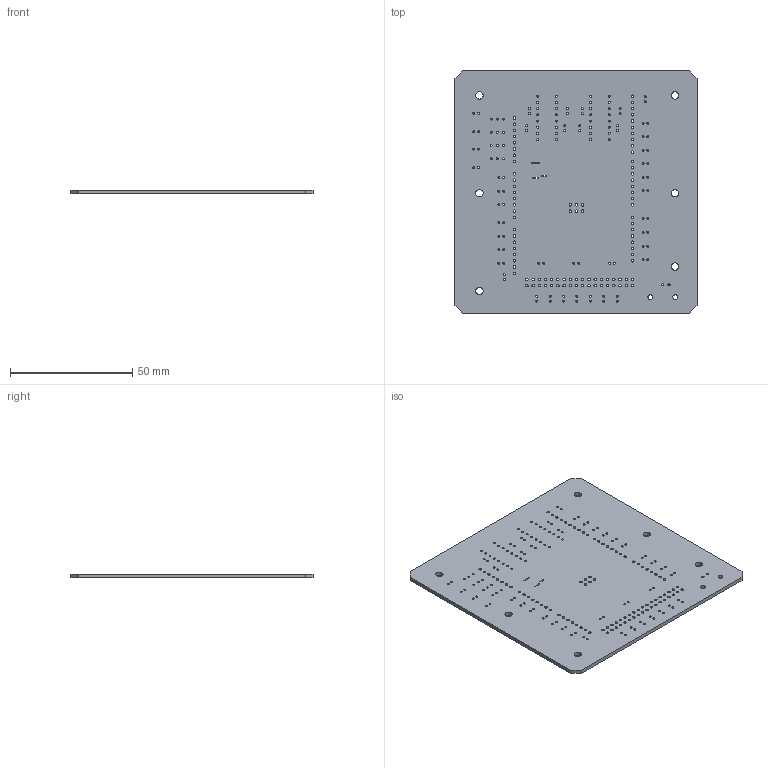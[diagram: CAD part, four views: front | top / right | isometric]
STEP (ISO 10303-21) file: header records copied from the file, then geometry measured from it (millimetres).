
FILE_DESCRIPTION(('KiCad electronic assembly'),'2;1');
FILE_NAME('due_behavior_breakout.step','2018-10-19T14:17:53',( 'An Author'),('A Company'),'Open CASCADE STEP processor 6.9', 'KiCad to STEP converter','Unknown');
FILE_SCHEMA(('AUTOMOTIVE_DESIGN { 1 0 10303 214 1 1 1 1 }'));
Length unit declared in the file: millimetre
Products named in the file (2): Open CASCADE STEP translator 6.9 1; COMPOUND
Assembly tree (1 placements, depth 2):
  Open CASCADE STEP translator 6.9 1
    COMPOUND
Bounding box: 99 x 99 x 1.6 mm (x, y, z)
Volume: 15347.4 mm3; surface area: 20929.4 mm2
Topology: 1 solids, 1 shells, 250 faces, 744 edges, 496 vertices
Faces by surface type: cylinder 234, plane 16
Full cylindrical faces by diameter (mm): 0.75 x12, 0.8 x32, 0.82 x82, 0.9 x2, 1 x92, 2.01 x2, 3 x6
Entity records: 19319 total; most frequent: DIRECTION 3204, CARTESIAN_POINT 2980, ORIENTED_EDGE 1488, PCURVE 1488, DEFINITIONAL_REPRESENTATION 1488, LINE 1296, VECTOR 1296, CIRCLE 936
